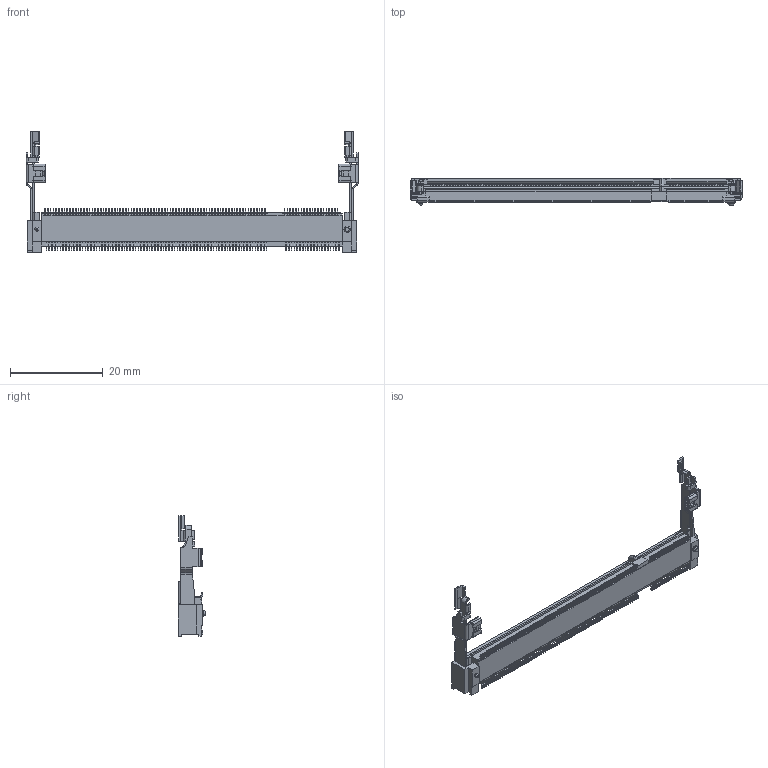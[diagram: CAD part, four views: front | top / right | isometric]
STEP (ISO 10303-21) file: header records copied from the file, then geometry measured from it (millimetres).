
FILE_DESCRIPTION((''),'2;1');
FILE_NAME('C-1717254-1','2012-05-23T',('workeradm'),('Tyco Electronics Ltd.'),'PRO/ENGINEER BY PARAMETRIC TECHNOLOGY CORPORATION, 2010430','PRO/ENGINEER BY PARAMETRIC TECHNOLOGY CORPORATION, 2010430','');
FILE_SCHEMA(('AUTOMOTIVE_DESIGN { 1 0 10303 214 1 1 1 1 }'));
Products named in the file (1): C-1717254-1
Bounding box: 71.5 x 5.9 x 26.04 mm (x, y, z)
Volume: 2099.2 mm3; surface area: 3251.1 mm2
Topology: 3 solids, 3 shells, 3939 faces, 11164 edges, 7219 vertices
Faces by surface type: plane 3137, cylinder 796, cone 4, torus 2
Entity records: 125778 total; most frequent: ORIENTED_EDGE 22294, CARTESIAN_POINT 22292, DIRECTION 20619, EDGE_CURVE 11147, VECTOR 9539, LINE 9539, VERTEX_POINT 7211, AXIS2_PLACEMENT_3D 5540
